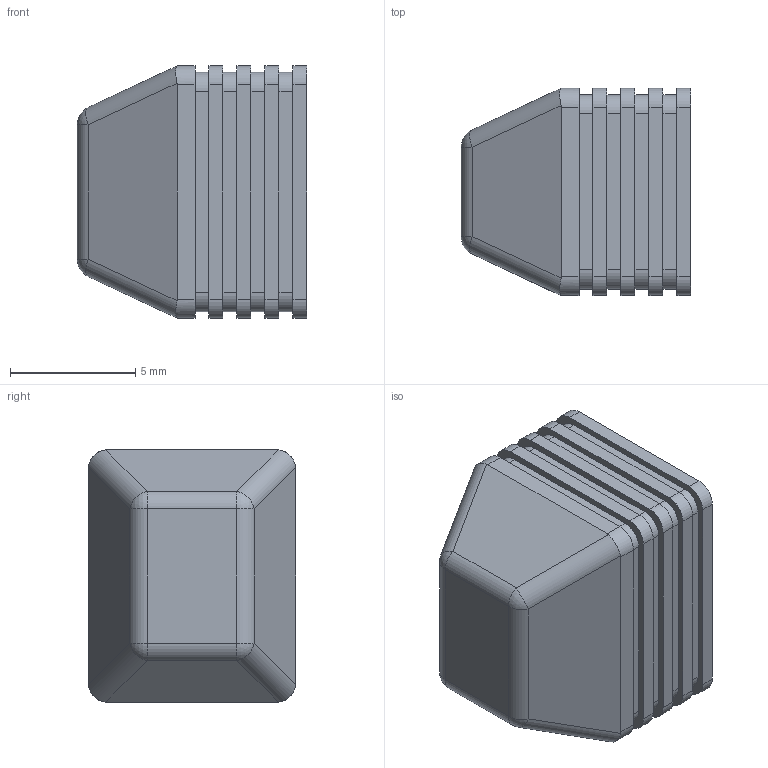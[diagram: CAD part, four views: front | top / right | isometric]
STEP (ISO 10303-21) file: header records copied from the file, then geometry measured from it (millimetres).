
FILE_DESCRIPTION (( 'STEP AP214' ), '1' );
FILE_NAME ('DSTCP-C-MTRJ.STEP', '2013-02-22T19:15:35', ( 'x' ), ( '' ), 'SwSTEP 2.0', 'SolidWorks 2012', '' );
FILE_SCHEMA (( 'AUTOMOTIVE_DESIGN' ));
Length unit declared in the file: inch
Products named in the file (1): DSTCP-C-MTRJ
Bounding box: 9.18 x 8.28 x 10.08 mm (x, y, z)
Volume: 367.8 mm3; surface area: 654.2 mm2
Topology: 1 solids, 1 shells, 114 faces, 291 edges, 188 vertices
Faces by surface type: plane 66, cylinder 44, sphere 4
Entity records: 3991 total; most frequent: CARTESIAN_POINT 630, DIRECTION 589, ORIENTED_EDGE 582, EDGE_CURVE 291, LINE 199, VECTOR 199, AXIS2_PLACEMENT_3D 195, VERTEX_POINT 188
